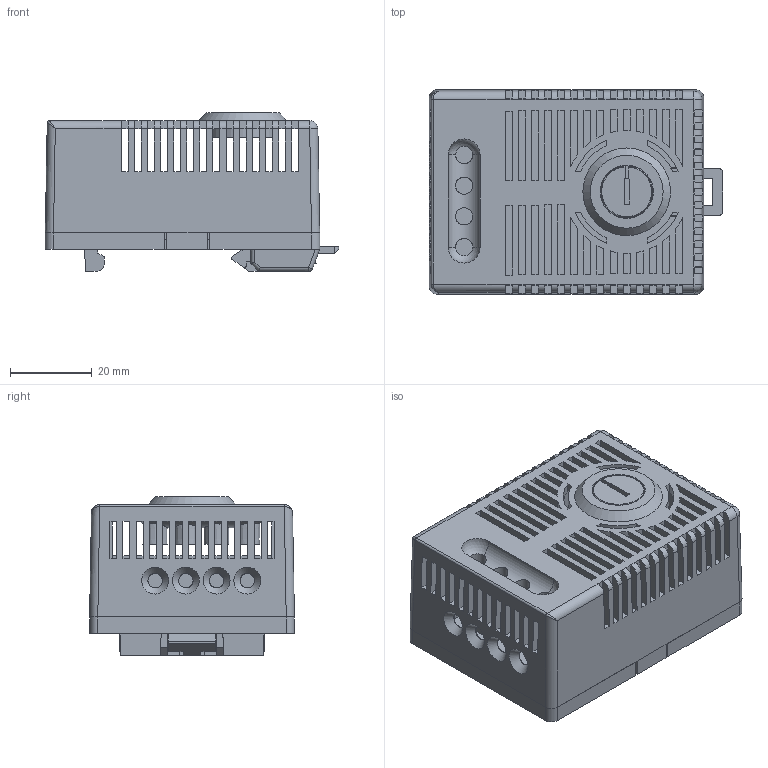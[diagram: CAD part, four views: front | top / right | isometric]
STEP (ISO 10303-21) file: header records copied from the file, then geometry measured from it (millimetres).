
FILE_DESCRIPTION(/* description */ (''),/* implementation_level */ '2;1');
FILE_NAME(/* name */ '1.stp',/* time_stamp */ '2023-02-10T17:04:33+08:00',/* author */ (''),/* organization */ (''),/* preprocessor_version */ 'ST-DEVELOPER v16.7',/* originating_system */ 'SIEMENS PLM Software NX 12.0',/* authorisation */ '');
FILE_SCHEMA (('AUTOMOTIVE_DESIGN { 1 0 10303 214 3 1 1 1 }'));
Length unit declared in the file: millimetre
Products named in the file (1): Admi0B04211Dudzv
Bounding box: 71.65 x 50 x 38.8 mm (x, y, z)
Volume: 27045.4 mm3; surface area: 33964.4 mm2
Topology: 4 solids, 4 shells, 759 faces, 2356 edges, 1522 vertices
Faces by surface type: plane 587, cylinder 150, sphere 8, bspline 8, cone 5, torus 1
Full cylindrical faces by diameter (mm): 3.5 x4, 4.2 x4, 12.6 x1, 13 x1, 15.6 x1, 17 x1
Entity records: 26978 total; most frequent: CARTESIAN_POINT 5603, ORIENTED_EDGE 4648, DIRECTION 4122, EDGE_CURVE 2324, LINE 1986, VECTOR 1986, VERTEX_POINT 1517, AXIS2_PLACEMENT_3D 1068
